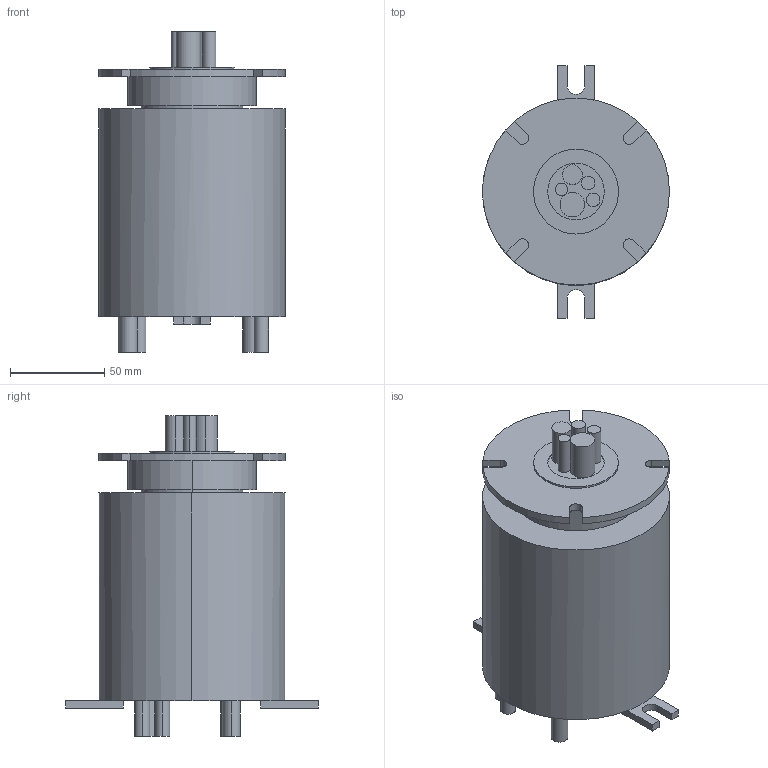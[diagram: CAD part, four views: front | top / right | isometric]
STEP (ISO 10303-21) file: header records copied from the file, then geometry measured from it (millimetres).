
FILE_DESCRIPTION (( 'STEP AP203' ), '1' );
FILE_NAME ('RZ099-P0615-S17-IP65.STEP', '2020-07-20T03:34:18', ( 'gongcheng1' ), ( '' ), 'SwSTEP 2.0', 'SolidWorks 2014', '' );
FILE_SCHEMA (( 'CONFIG_CONTROL_DESIGN' ));
Length unit declared in the file: millimetre
Products named in the file (1): RZ099-P0615-S17-IP65
Bounding box: 99 x 134 x 170 mm (x, y, z)
Volume: 951426.6 mm3; surface area: 73853 mm2
Topology: 1 solids, 1 shells, 143 faces, 347 edges, 218 vertices
Faces by surface type: cylinder 75, plane 52, cone 16
Entity records: 4256 total; most frequent: DIRECTION 797, CARTESIAN_POINT 701, ORIENTED_EDGE 678, EDGE_CURVE 339, AXIS2_PLACEMENT_3D 314, VERTEX_POINT 218, CIRCLE 170, LINE 169
